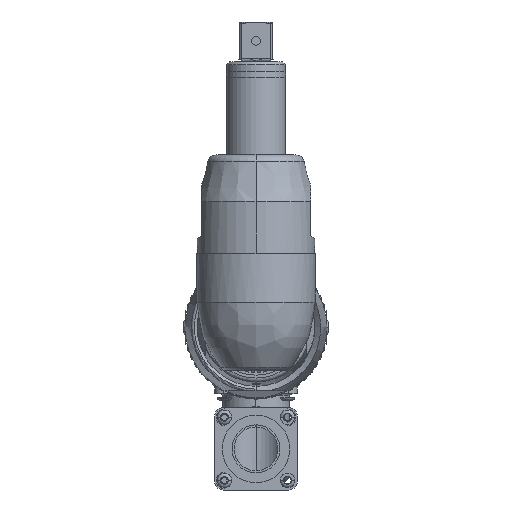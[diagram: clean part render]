
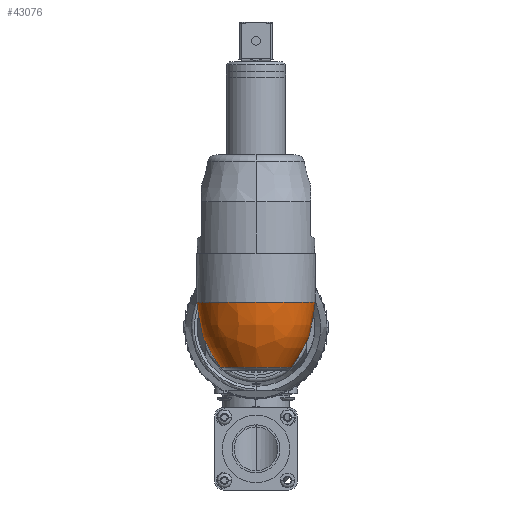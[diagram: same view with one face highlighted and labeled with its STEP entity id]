
A CAD part, left-side view. The second image highlights one B-rep face of the part: STEP entity #43076.
In plain terms, the highlighted free-form (B-spline) face has degree [3, 3] with [7, 4] control points.
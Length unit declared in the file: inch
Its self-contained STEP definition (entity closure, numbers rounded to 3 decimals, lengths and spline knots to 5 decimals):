
#33806=CARTESIAN_POINT('',(-14.1417,0.005,-0.591));
#33807=DIRECTION('',(0.,0.,1.));
#33808=DIRECTION('',(0.766,0.643,0.));
#33809=AXIS2_PLACEMENT_3D('',#33806,#33807,#33808);
#33821=CARTESIAN_POINT('',(-14.1417,0.005,0.375));
#33822=DIRECTION('',(0.,0.,-1.));
#33823=DIRECTION('',(0.73,-0.683,0.));
#33824=AXIS2_PLACEMENT_3D('',#33821,#33822,#33823);
#40816=CARTESIAN_POINT('',(-13.73856,-0.33331,
-0.591));
#40817=CARTESIAN_POINT('',(-13.74117,-0.3512,
-0.57971));
#40818=CARTESIAN_POINT('',(-13.74629,-0.38607,
-0.55547));
#40819=CARTESIAN_POINT('',(-13.7529,-0.4354,
-0.51431));
#40820=CARTESIAN_POINT('',(-13.75761,-0.48219,
-0.46772));
#40821=CARTESIAN_POINT('',(-13.75938,-0.52612,
-0.41523));
#40822=CARTESIAN_POINT('',(-13.75707,-0.56607,
-0.35731));
#40823=CARTESIAN_POINT('',(-13.74985,-0.60118,
-0.29436));
#40824=CARTESIAN_POINT('',(-13.73701,-0.63095,
-0.22603));
#40825=CARTESIAN_POINT('',(-13.71828,-0.65445,
-0.15264));
#40826=CARTESIAN_POINT('',(-13.6932,-0.67101,
-0.0729));
#40827=CARTESIAN_POINT('',(-13.66127,-0.67902,
0.01432));
#40828=CARTESIAN_POINT('',(-13.6235,-0.67616,
0.10685));
#40829=CARTESIAN_POINT('',(-13.58262,-0.66136,
0.19975));
#40830=CARTESIAN_POINT('',(-13.54071,-0.63472,
0.29026));
#40831=CARTESIAN_POINT('',(-13.51336,-0.60964,
0.34729));
#40832=CARTESIAN_POINT('',(-13.49992,-0.59526,
0.375));
#40928=CARTESIAN_POINT('',(-13.49992,0.60526,
0.375));
#40929=CARTESIAN_POINT('',(-13.51336,0.61963,
0.3473));
#40930=CARTESIAN_POINT('',(-13.5407,0.64471,
0.29027));
#40931=CARTESIAN_POINT('',(-13.58261,0.67135,
0.19977));
#40932=CARTESIAN_POINT('',(-13.6235,0.68616,
0.10687));
#40933=CARTESIAN_POINT('',(-13.66126,0.68902,
0.01434));
#40934=CARTESIAN_POINT('',(-13.6932,0.68101,
-0.0729));
#40935=CARTESIAN_POINT('',(-13.71829,0.66445,
-0.15266));
#40936=CARTESIAN_POINT('',(-13.73702,0.64095,
-0.22605));
#40937=CARTESIAN_POINT('',(-13.74985,0.61117,
-0.29438));
#40938=CARTESIAN_POINT('',(-13.75707,0.57606,
-0.35732));
#40939=CARTESIAN_POINT('',(-13.75938,0.53611,
-0.41525));
#40940=CARTESIAN_POINT('',(-13.75761,0.49218,
-0.46773));
#40941=CARTESIAN_POINT('',(-13.75289,0.44538,
-0.51433));
#40942=CARTESIAN_POINT('',(-13.74629,0.39604,
-0.55549));
#40943=CARTESIAN_POINT('',(-13.74117,0.36119,-0.57972));
#40944=CARTESIAN_POINT('',(-13.73856,0.34331,
-0.591));
#42906=VERTEX_POINT('',#40816);
#42907=VERTEX_POINT('',#40832);
#42910=VERTEX_POINT('',#40928);
#42911=VERTEX_POINT('',#40944);
#43038=CARTESIAN_POINT('',(-13.41678,-0.49142,
0.39599));
#43039=CARTESIAN_POINT('',(-13.41249,-0.49437,
0.02391));
#43040=CARTESIAN_POINT('',(-13.51772,-0.4223,
-0.32567));
#43041=CARTESIAN_POINT('',(-13.71872,-0.28466,
-0.60696));
#43042=CARTESIAN_POINT('',(-14.01273,-1.36168,
0.39599));
#43043=CARTESIAN_POINT('',(-14.01197,-1.36978,
0.02391));
#43044=CARTESIAN_POINT('',(-14.03069,-1.17137,
-0.32567));
#43045=CARTESIAN_POINT('',(-14.06645,-0.79245,
-0.60696));
#43046=CARTESIAN_POINT('',(-15.0203,-1.04975,
0.39599));
#43047=CARTESIAN_POINT('',(-15.02551,-1.056,
0.02391));
#43048=CARTESIAN_POINT('',(-14.89796,-0.90288,
-0.32567));
#43049=CARTESIAN_POINT('',(-14.65436,-0.61044,
-0.60696));
#43050=CARTESIAN_POINT('',(-15.0203,0.005,
0.39599));
#43051=CARTESIAN_POINT('',(-15.02551,0.005,
0.02391));
#43052=CARTESIAN_POINT('',(-14.89796,0.005,
-0.32567));
#43053=CARTESIAN_POINT('',(-14.65436,0.005,
-0.60696));
#43054=CARTESIAN_POINT('',(-15.0203,1.05975,
0.39599));
#43055=CARTESIAN_POINT('',(-15.02551,1.066,
0.02391));
#43056=CARTESIAN_POINT('',(-14.89796,0.91288,
-0.32567));
#43057=CARTESIAN_POINT('',(-14.65436,0.62044,
-0.60696));
#43058=CARTESIAN_POINT('',(-14.01273,1.37168,
0.39599));
#43059=CARTESIAN_POINT('',(-14.01197,1.37978,
0.02391));
#43060=CARTESIAN_POINT('',(-14.03069,1.18137,
-0.32567));
#43061=CARTESIAN_POINT('',(-14.06645,0.80245,
-0.60696));
#43062=CARTESIAN_POINT('',(-13.41678,0.50142,
0.39599));
#43063=CARTESIAN_POINT('',(-13.41249,0.50437,
0.02391));
#43064=CARTESIAN_POINT('',(-13.51772,0.4323,
-0.32567));
#43065=CARTESIAN_POINT('',(-13.71872,0.29466,
-0.60696));
#43066=(BOUNDED_SURFACE()B_SPLINE_SURFACE(3,3,((#43038,#43039,#43040,#43041),(
#43042,#43043,#43044,#43045),(#43046,#43047,#43048,#43049),(#43050,#43051,
#43052,#43053),(#43054,#43055,#43056,#43057),(#43058,#43059,#43060,#43061),(
#43062,#43063,#43064,#43065)),.UNSPECIFIED.,.F.,.F.,.F.)B_SPLINE_SURFACE_WITH_KNOTS((4,3,4),(4,4),(0.,1.,2.),(0.,1.),.UNSPECIFIED.)GEOMETRIC_REPRESENTATION_ITEM()RATIONAL_B_SPLINE_SURFACE(((1.596,1.526,
1.526,1.596),(0.847,0.81,
0.81,0.847),(0.847,0.81,
0.81,0.847),(1.596,1.526,
1.526,1.596),(0.847,0.81,
0.81,0.847),(0.847,0.81,
0.81,0.847),(1.596,1.526,
1.526,1.596)))REPRESENTATION_ITEM('')SURFACE());
#43068=ORIENTED_EDGE('',*,*,#43067,.F.);
#43069=ORIENTED_EDGE('',*,*,#43027,.F.);
#43071=ORIENTED_EDGE('',*,*,#43070,.F.);
#43073=ORIENTED_EDGE('',*,*,#43072,.F.);
#43074=EDGE_LOOP('',(#43068,#43069,#43071,#43073));
#43075=FACE_OUTER_BOUND('',#43074,.F.);
#43076=ADVANCED_FACE('',(#43075),#43066,.T.);
#33810=CIRCLE('',#33809,0.52629);
#33825=CIRCLE('',#33824,0.87875);
#40833=B_SPLINE_CURVE_WITH_KNOTS('',3,(#40816,#40817,#40818,#40819,#40820,
#40821,#40822,#40823,#40824,#40825,#40826,#40827,#40828,#40829,#40830,#40831,
#40832),.UNSPECIFIED.,.F.,.F.,(4,1,1,1,1,1,1,1,1,1,1,1,1,1,4),(0.,
0.07143,0.14286,0.21429,0.28571,
0.35714,0.42857,0.5,0.57143,0.64286,
0.71429,0.78571,0.85714,0.92857,1.),
.UNSPECIFIED.);
#40945=B_SPLINE_CURVE_WITH_KNOTS('',3,(#40928,#40929,#40930,#40931,#40932,
#40933,#40934,#40935,#40936,#40937,#40938,#40939,#40940,#40941,#40942,#40943,
#40944),.UNSPECIFIED.,.F.,.F.,(4,1,1,1,1,1,1,1,1,1,1,1,1,1,4),(0.,
0.07143,0.14286,0.21429,0.28571,
0.35714,0.42857,0.5,0.57143,0.64286,
0.71429,0.78571,0.85714,0.92857,1.),
.UNSPECIFIED.);
#43027=EDGE_CURVE('',#42911,#42906,#33810,.T.);
#43067=EDGE_CURVE('',#42906,#42907,#40833,.T.);
#43070=EDGE_CURVE('',#42910,#42911,#40945,.T.);
#43072=EDGE_CURVE('',#42907,#42910,#33825,.T.);
